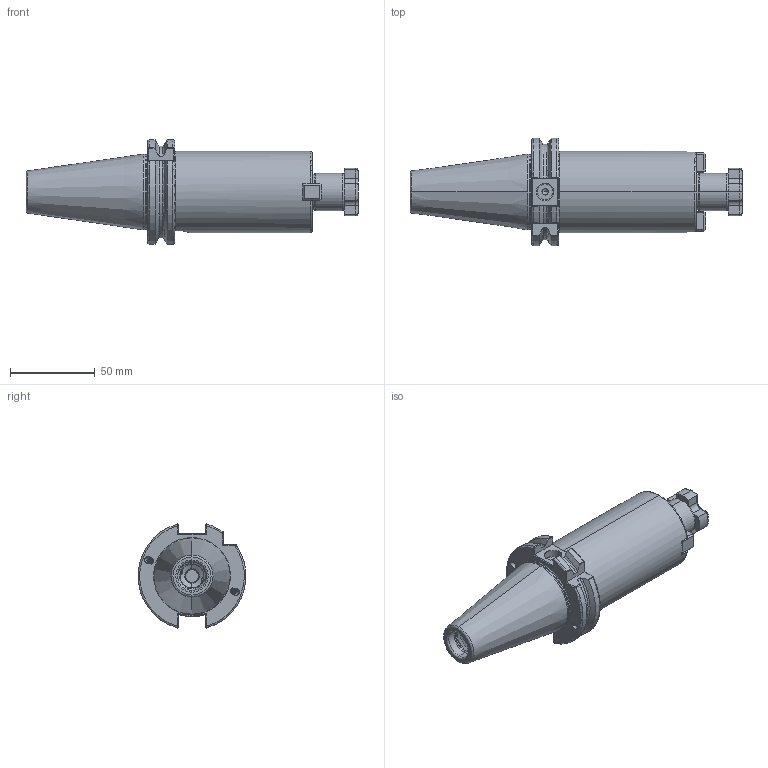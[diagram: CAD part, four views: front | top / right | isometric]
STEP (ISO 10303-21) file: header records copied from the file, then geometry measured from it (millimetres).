
FILE_DESCRIPTION (( 'STEP AP203' ), '1' );
FILE_NAME ('403.11.22.1.STEP', '2016-07-23T02:47:18', ( '' ), ( '' ), 'SwSTEP 2.0', 'SolidWorks 2012', '' );
FILE_SCHEMA (( 'CONFIG_CONTROL_DESIGN' ));
Length unit declared in the file: millimetre
Products named in the file (5): 102.11.22_M4xP0.7-12L; 403.11.22.1; 十字螺絲FMB22; 面銑刀墊塊22
Assembly tree (6 placements, depth 2):
  403.11.22.1
    403.11.22.1
    十字螺絲FMB22
    面銑刀墊塊22  x2
    102.11.22_M4xP0.7-12L  x2
Bounding box: 195.4 x 63.33 x 61.24 mm (x, y, z)
Volume: 243177.1 mm3; surface area: 46416.7 mm2
Topology: 6 solids, 6 shells, 639 faces, 1690 edges, 1052 vertices
Faces by surface type: cylinder 306, plane 163, cone 68, torus 62, bspline 40
Entity records: 36898 total; most frequent: CARTESIAN_POINT 24483, ORIENTED_EDGE 2854, DIRECTION 2117, EDGE_CURVE 1427, VERTEX_POINT 902, AXIS2_PLACEMENT_3D 802, EDGE_LOOP 555, FACE_OUTER_BOUND 538
